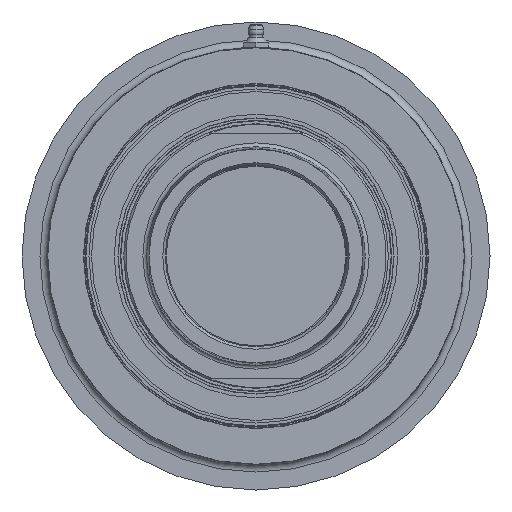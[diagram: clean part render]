
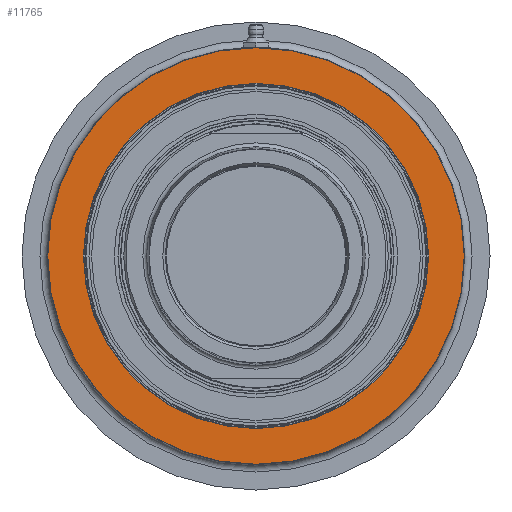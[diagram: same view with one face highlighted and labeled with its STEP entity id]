
A CAD part, left-side view. The second image highlights one B-rep face of the part: STEP entity #11765.
In plain terms, the highlighted planar face has unit normal (-1, 0, 0).
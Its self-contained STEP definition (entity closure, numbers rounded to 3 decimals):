
#67=FACE_BOUND('',#2079,.T.);
#357=PLANE('',#12823);
#1388=FACE_OUTER_BOUND('',#2078,.T.);
#2078=EDGE_LOOP('',(#8853));
#2079=EDGE_LOOP('',(#8854,#8855));
#2965=CIRCLE('',#12819,70.25);
#2966=CIRCLE('',#12820,70.25);
#2969=CIRCLE('',#12824,84.768);
#4920=VERTEX_POINT('',#21023);
#4921=VERTEX_POINT('',#21024);
#4924=VERTEX_POINT('',#21033);
#6397=EDGE_CURVE('',#4920,#4921,#2965,.T.);
#6398=EDGE_CURVE('',#4921,#4920,#2966,.T.);
#6402=EDGE_CURVE('',#4924,#4924,#2969,.T.);
#8853=ORIENTED_EDGE('',*,*,#6402,.F.);
#8854=ORIENTED_EDGE('',*,*,#6397,.T.);
#8855=ORIENTED_EDGE('',*,*,#6398,.T.);
#11765=ADVANCED_FACE('',(#1388,#67),#357,.F.);
#12819=AXIS2_PLACEMENT_3D('',#21025,#14945,#14946);
#12820=AXIS2_PLACEMENT_3D('',#21026,#14947,#14948);
#12823=AXIS2_PLACEMENT_3D('',#21032,#14954,#14955);
#12824=AXIS2_PLACEMENT_3D('',#21034,#14956,#14957);
#14945=DIRECTION('center_axis',(1.,0.,0.));
#14946=DIRECTION('ref_axis',(0.,0.,1.));
#14947=DIRECTION('center_axis',(1.,0.,0.));
#14948=DIRECTION('ref_axis',(0.,0.,1.));
#14954=DIRECTION('center_axis',(1.,0.,0.));
#14955=DIRECTION('ref_axis',(0.,0.,-1.));
#14956=DIRECTION('center_axis',(1.,0.,0.));
#14957=DIRECTION('ref_axis',(0.,0.,-1.));
#21023=CARTESIAN_POINT('',(92.68,0.,70.25));
#21024=CARTESIAN_POINT('',(92.68,0.,-70.25));
#21025=CARTESIAN_POINT('Origin',(92.68,0.,0.));
#21026=CARTESIAN_POINT('Origin',(92.68,0.,0.));
#21032=CARTESIAN_POINT('Origin',(92.68,0.,0.));
#21033=CARTESIAN_POINT('',(92.68,0.,84.768));
#21034=CARTESIAN_POINT('Origin',(92.68,0.,0.));
